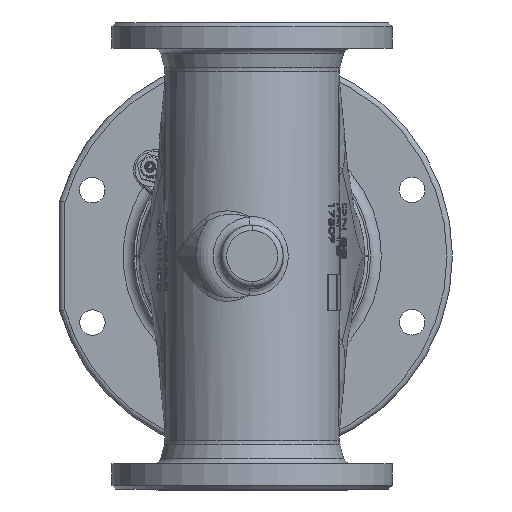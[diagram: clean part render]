
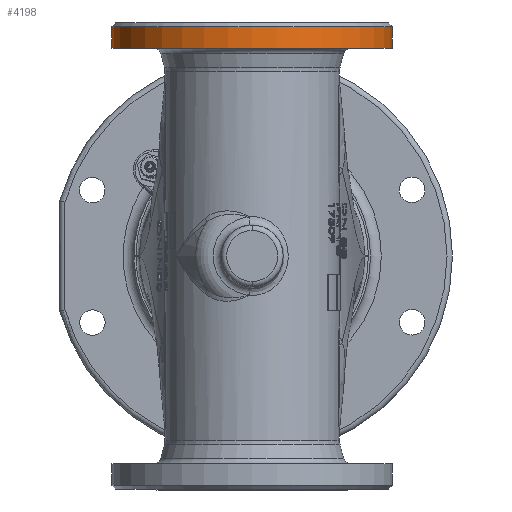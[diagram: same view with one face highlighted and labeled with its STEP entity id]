
A CAD part, front view. The second image highlights one B-rep face of the part: STEP entity #4198.
In plain terms, the highlighted cylindrical face has radius 77 mm (diameter 154 mm), a partial arc.
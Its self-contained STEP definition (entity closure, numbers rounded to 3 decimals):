
#4198 = ADVANCED_FACE ( 'NONE', ( #177654 ), #177651, .T. ) ;
#75452 = CARTESIAN_POINT ( 'NONE',  ( 77., -99., 126. ) ) ;
#75453 = CARTESIAN_POINT ( 'NONE',  ( -77., -99., 126. ) ) ;
#75455 = CARTESIAN_POINT ( 'NONE',  ( -77., -99., 114. ) ) ;
#75458 = CARTESIAN_POINT ( 'NONE',  ( 77., -99., 114. ) ) ;
#111037 = VERTEX_POINT ( 'NONE', #75452 ) ;
#111040 = VERTEX_POINT ( 'NONE', #75453 ) ;
#111043 = VERTEX_POINT ( 'NONE', #75455 ) ;
#111050 = VERTEX_POINT ( 'NONE', #75458 ) ;
#160264 = CARTESIAN_POINT ( 'NONE',  ( 0., -99., 114. ) ) ;
#160266 = DIRECTION ( 'NONE',  ( 1., 0., 0. ) ) ;
#162654 = DIRECTION ( 'NONE',  ( 0., 0., 1. ) ) ;
#164040 = CARTESIAN_POINT ( 'NONE',  ( 77., -99., 114. ) ) ;
#164046 = DIRECTION ( 'NONE',  ( 0., 0., 1. ) ) ;
#164055 = CARTESIAN_POINT ( 'NONE',  ( -77., -99., 114. ) ) ;
#164061 = DIRECTION ( 'NONE',  ( 0., 0., 1. ) ) ;
#164424 = LINE ( 'NONE', #164055, #164445 ) ;
#164430 = LINE ( 'NONE', #164040, #164442 ) ;
#164442 = VECTOR ( 'NONE', #164046, 1000. ) ;
#164445 = VECTOR ( 'NONE', #164061, 1000. ) ;
#177651 = CYLINDRICAL_SURFACE ( 'NONE', #233022, 77. ) ;
#177654 = FACE_OUTER_BOUND ( 'NONE', #215309, .T. ) ;
#186931 = AXIS2_PLACEMENT_3D ( 'NONE', #231370, #231394, #231396 ) ;
#186935 = AXIS2_PLACEMENT_3D ( 'NONE', #231389, #231413, #231416 ) ;
#195870 = ORIENTED_EDGE ( 'NONE', *, *, #275410, .T. ) ;
#196066 = ORIENTED_EDGE ( 'NONE', *, *, #282695, .T. ) ;
#197120 = ORIENTED_EDGE ( 'NONE', *, *, #275417, .F. ) ;
#197784 = ORIENTED_EDGE ( 'NONE', *, *, #282688, .F. ) ;
#214932 = CIRCLE ( 'NONE', #186931, 77. ) ;
#214943 = CIRCLE ( 'NONE', #186935, 77. ) ;
#215309 = EDGE_LOOP ( 'NONE', ( #197120, #197784, #195870, #196066 ) ) ;
#231370 = CARTESIAN_POINT ( 'NONE',  ( 0., -99., 114. ) ) ;
#231389 = CARTESIAN_POINT ( 'NONE',  ( 0., -99., 126. ) ) ;
#231394 = DIRECTION ( 'NONE',  ( 0., 0., -1. ) ) ;
#231396 = DIRECTION ( 'NONE',  ( -1., 0., 0. ) ) ;
#231413 = DIRECTION ( 'NONE',  ( 0., 0., -1. ) ) ;
#231416 = DIRECTION ( 'NONE',  ( -1., 0., 0. ) ) ;
#233022 = AXIS2_PLACEMENT_3D ( 'NONE', #160264, #162654, #160266 ) ;
#275410 = EDGE_CURVE ( 'NONE', #111050, #111037, #164430, .T. ) ;
#275417 = EDGE_CURVE ( 'NONE', #111043, #111040, #164424, .T. ) ;
#282688 = EDGE_CURVE ( 'NONE', #111050, #111043, #214932, .T. ) ;
#282695 = EDGE_CURVE ( 'NONE', #111037, #111040, #214943, .T. ) ;
